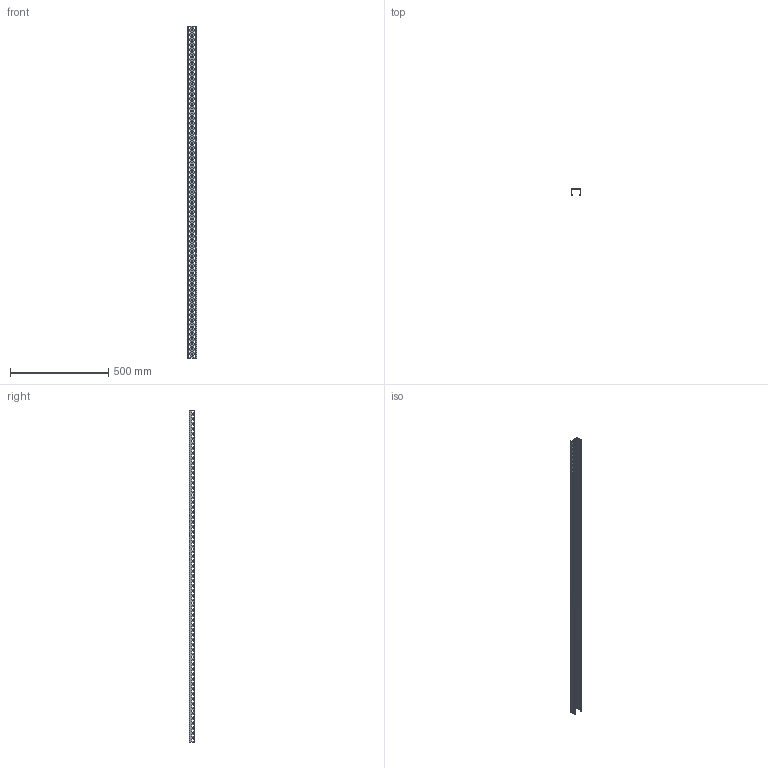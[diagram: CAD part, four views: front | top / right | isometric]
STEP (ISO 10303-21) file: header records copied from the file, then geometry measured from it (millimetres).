
FILE_DESCRIPTION (( 'STEP AP214' ), '1' );
FILE_NAME ('944.180.STEP', '2024-08-22T09:20:55', ( '' ), ( '' ), 'SwSTEP 2.0', 'SolidWorks 2021', '' );
FILE_SCHEMA (( 'AUTOMOTIVE_DESIGN' ));
Length unit declared in the file: millimetre
Products named in the file (1): 944.180
Bounding box: 50 x 30.5 x 1691 mm (x, y, z)
Volume: 329845.4 mm3; surface area: 369122.2 mm2
Topology: 1 solids, 1 shells, 1932 faces, 5758 edges, 3828 vertices
Faces by surface type: plane 1114, cylinder 818
Entity records: 67796 total; most frequent: CARTESIAN_POINT 11519, ORIENTED_EDGE 11516, DIRECTION 11260, EDGE_CURVE 5758, LINE 4122, VECTOR 4122, VERTEX_POINT 3828, AXIS2_PLACEMENT_3D 3569
